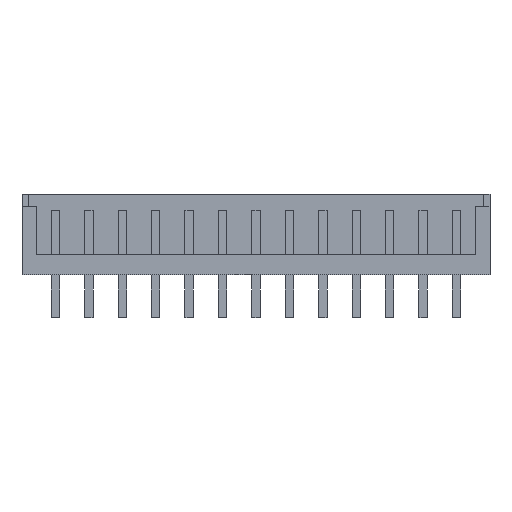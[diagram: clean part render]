
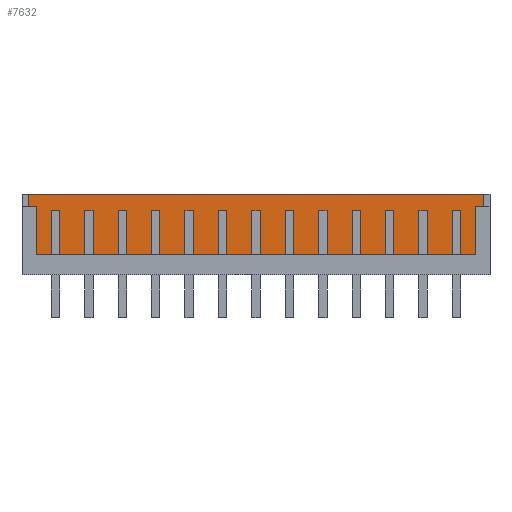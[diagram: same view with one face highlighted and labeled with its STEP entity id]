
A CAD part, front view. The second image highlights one B-rep face of the part: STEP entity #7632.
In plain terms, the highlighted planar face has unit normal (0, -1, 0).
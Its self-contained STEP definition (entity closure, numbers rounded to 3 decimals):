
#2982 = PLANE('',#2983);
#2983 = AXIS2_PLACEMENT_3D('',#2984,#2985,#2986);
#2984 = CARTESIAN_POINT('',(32.05,1.098,1.5));
#2985 = DIRECTION('',(0.,0.,-1.));
#2986 = DIRECTION('',(0.,1.,0.));
#3038 = PLANE('',#3039);
#3039 = AXIS2_PLACEMENT_3D('',#3040,#3041,#3042);
#3040 = CARTESIAN_POINT('',(32.5,-0.2,6.));
#3041 = DIRECTION('',(0.,0.,-1.));
#3042 = DIRECTION('',(0.,1.,0.));
#5036 = PLANE('',#5037);
#5037 = AXIS2_PLACEMENT_3D('',#5038,#5039,#5040);
#5038 = CARTESIAN_POINT('',(-2.05,1.098,1.5));
#5039 = DIRECTION('',(1.,0.,0.));
#5040 = DIRECTION('',(0.,1.,0.));
#5276 = VERTEX_POINT('',#5277);
#5277 = CARTESIAN_POINT('',(32.05,1.098,6.));
#5293 = PLANE('',#5294);
#5294 = AXIS2_PLACEMENT_3D('',#5295,#5296,#5297);
#5295 = CARTESIAN_POINT('',(32.05,1.098,1.5));
#5296 = DIRECTION('',(-1.,0.,0.));
#5297 = DIRECTION('',(0.,-1.,0.));
#5331 = VERTEX_POINT('',#5332);
#5332 = CARTESIAN_POINT('',(-2.05,1.098,6.));
#5353 = EDGE_CURVE('',#5331,#5276,#5354,.T.);
#5354 = SURFACE_CURVE('',#5355,(#5359,#5366),.PCURVE_S1.);
#5355 = LINE('',#5356,#5357);
#5356 = CARTESIAN_POINT('',(-2.05,1.098,6.));
#5357 = VECTOR('',#5358,1.);
#5358 = DIRECTION('',(1.,0.,0.));
#5359 = PCURVE('',#3038,#5360);
#5360 = DEFINITIONAL_REPRESENTATION('',(#5361),#5365);
#5361 = LINE('',#5362,#5363);
#5362 = CARTESIAN_POINT('',(1.298,-34.55));
#5363 = VECTOR('',#5364,1.);
#5364 = DIRECTION('',(0.,1.));
#5365 = ( GEOMETRIC_REPRESENTATION_CONTEXT(2) 
PARAMETRIC_REPRESENTATION_CONTEXT() REPRESENTATION_CONTEXT('2D SPACE',''
  ) );
#5366 = PCURVE('',#5367,#5372);
#5367 = PLANE('',#5368);
#5368 = AXIS2_PLACEMENT_3D('',#5369,#5370,#5371);
#5369 = CARTESIAN_POINT('',(-2.05,1.098,1.5));
#5370 = DIRECTION('',(0.,-1.,0.));
#5371 = DIRECTION('',(1.,0.,0.));
#5372 = DEFINITIONAL_REPRESENTATION('',(#5373),#5377);
#5373 = LINE('',#5374,#5375);
#5374 = CARTESIAN_POINT('',(0.,4.5));
#5375 = VECTOR('',#5376,1.);
#5376 = DIRECTION('',(1.,0.));
#5377 = ( GEOMETRIC_REPRESENTATION_CONTEXT(2) 
PARAMETRIC_REPRESENTATION_CONTEXT() REPRESENTATION_CONTEXT('2D SPACE',''
  ) );
#7037 = VERTEX_POINT('',#7038);
#7038 = CARTESIAN_POINT('',(32.05,1.098,1.5));
#7059 = EDGE_CURVE('',#7060,#7037,#7062,.T.);
#7060 = VERTEX_POINT('',#7061);
#7061 = CARTESIAN_POINT('',(-2.05,1.098,1.5));
#7062 = SURFACE_CURVE('',#7063,(#7067,#7074),.PCURVE_S1.);
#7063 = LINE('',#7064,#7065);
#7064 = CARTESIAN_POINT('',(-2.05,1.098,1.5));
#7065 = VECTOR('',#7066,1.);
#7066 = DIRECTION('',(1.,0.,0.));
#7067 = PCURVE('',#2982,#7068);
#7068 = DEFINITIONAL_REPRESENTATION('',(#7069),#7073);
#7069 = LINE('',#7070,#7071);
#7070 = CARTESIAN_POINT('',(0.,-34.1));
#7071 = VECTOR('',#7072,1.);
#7072 = DIRECTION('',(0.,1.));
#7073 = ( GEOMETRIC_REPRESENTATION_CONTEXT(2) 
PARAMETRIC_REPRESENTATION_CONTEXT() REPRESENTATION_CONTEXT('2D SPACE',''
  ) );
#7074 = PCURVE('',#5367,#7075);
#7075 = DEFINITIONAL_REPRESENTATION('',(#7076),#7080);
#7076 = LINE('',#7077,#7078);
#7077 = CARTESIAN_POINT('',(0.,0.));
#7078 = VECTOR('',#7079,1.);
#7079 = DIRECTION('',(1.,0.));
#7080 = ( GEOMETRIC_REPRESENTATION_CONTEXT(2) 
PARAMETRIC_REPRESENTATION_CONTEXT() REPRESENTATION_CONTEXT('2D SPACE',''
  ) );
#7442 = EDGE_CURVE('',#7060,#5331,#7443,.T.);
#7443 = SURFACE_CURVE('',#7444,(#7448,#7455),.PCURVE_S1.);
#7444 = LINE('',#7445,#7446);
#7445 = CARTESIAN_POINT('',(-2.05,1.098,1.5));
#7446 = VECTOR('',#7447,1.);
#7447 = DIRECTION('',(0.,0.,1.));
#7448 = PCURVE('',#5036,#7449);
#7449 = DEFINITIONAL_REPRESENTATION('',(#7450),#7454);
#7450 = LINE('',#7451,#7452);
#7451 = CARTESIAN_POINT('',(0.,0.));
#7452 = VECTOR('',#7453,1.);
#7453 = DIRECTION('',(0.,1.));
#7454 = ( GEOMETRIC_REPRESENTATION_CONTEXT(2) 
PARAMETRIC_REPRESENTATION_CONTEXT() REPRESENTATION_CONTEXT('2D SPACE',''
  ) );
#7455 = PCURVE('',#5367,#7456);
#7456 = DEFINITIONAL_REPRESENTATION('',(#7457),#7461);
#7457 = LINE('',#7458,#7459);
#7458 = CARTESIAN_POINT('',(0.,0.));
#7459 = VECTOR('',#7460,1.);
#7460 = DIRECTION('',(0.,1.));
#7461 = ( GEOMETRIC_REPRESENTATION_CONTEXT(2) 
PARAMETRIC_REPRESENTATION_CONTEXT() REPRESENTATION_CONTEXT('2D SPACE',''
  ) );
#7611 = EDGE_CURVE('',#7037,#5276,#7612,.T.);
#7612 = SURFACE_CURVE('',#7613,(#7617,#7624),.PCURVE_S1.);
#7613 = LINE('',#7614,#7615);
#7614 = CARTESIAN_POINT('',(32.05,1.098,1.5));
#7615 = VECTOR('',#7616,1.);
#7616 = DIRECTION('',(0.,0.,1.));
#7617 = PCURVE('',#5293,#7618);
#7618 = DEFINITIONAL_REPRESENTATION('',(#7619),#7623);
#7619 = LINE('',#7620,#7621);
#7620 = CARTESIAN_POINT('',(0.,0.));
#7621 = VECTOR('',#7622,1.);
#7622 = DIRECTION('',(0.,1.));
#7623 = ( GEOMETRIC_REPRESENTATION_CONTEXT(2) 
PARAMETRIC_REPRESENTATION_CONTEXT() REPRESENTATION_CONTEXT('2D SPACE',''
  ) );
#7624 = PCURVE('',#5367,#7625);
#7625 = DEFINITIONAL_REPRESENTATION('',(#7626),#7630);
#7626 = LINE('',#7627,#7628);
#7627 = CARTESIAN_POINT('',(34.1,0.));
#7628 = VECTOR('',#7629,1.);
#7629 = DIRECTION('',(0.,1.));
#7630 = ( GEOMETRIC_REPRESENTATION_CONTEXT(2) 
PARAMETRIC_REPRESENTATION_CONTEXT() REPRESENTATION_CONTEXT('2D SPACE',''
  ) );
#7632 = ADVANCED_FACE('',(#7633),#5367,.T.);
#7633 = FACE_BOUND('',#7634,.T.);
#7634 = EDGE_LOOP('',(#7635,#7636,#7637,#7638));
#7635 = ORIENTED_EDGE('',*,*,#5353,.F.);
#7636 = ORIENTED_EDGE('',*,*,#7442,.F.);
#7637 = ORIENTED_EDGE('',*,*,#7059,.T.);
#7638 = ORIENTED_EDGE('',*,*,#7611,.T.);
